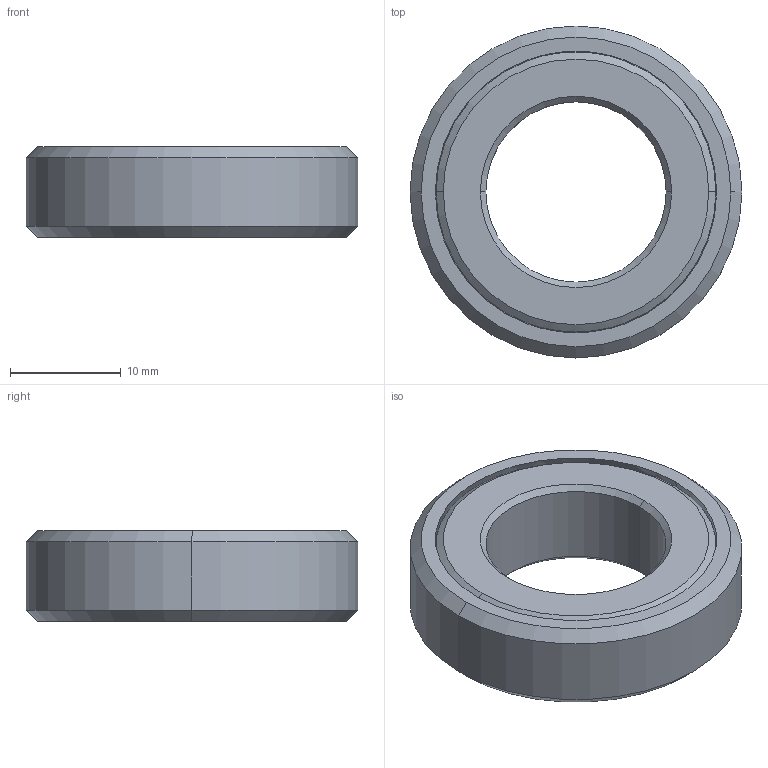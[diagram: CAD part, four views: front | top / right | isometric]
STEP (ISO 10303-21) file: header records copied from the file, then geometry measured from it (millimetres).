
FILE_DESCRIPTION (( 'STEP AP214' ), '1' );
FILE_NAME ('DmMc_Ball_Bearing.STEP', '2022-11-25T07:15:20', ( '' ), ( '' ), 'SwSTEP 2.0', 'SolidWorks 2022', '' );
FILE_SCHEMA (( 'AUTOMOTIVE_DESIGN' ));
Length unit declared in the file: millimetre
Products named in the file (1): DmMc_Ball_Bearing
Bounding box: 30 x 30 x 8.15 mm (x, y, z)
Volume: 3801.1 mm3; surface area: 3332.1 mm2
Topology: 2 solids, 2 shells, 24 faces, 58 edges, 34 vertices
Faces by surface type: cone 12, cylinder 4, sphere 4, plane 4
Entity records: 679 total; most frequent: DIRECTION 130, CARTESIAN_POINT 101, ORIENTED_EDGE 96, AXIS2_PLACEMENT_3D 57, EDGE_CURVE 48, CIRCLE 32, VERTEX_POINT 28, EDGE_LOOP 28
